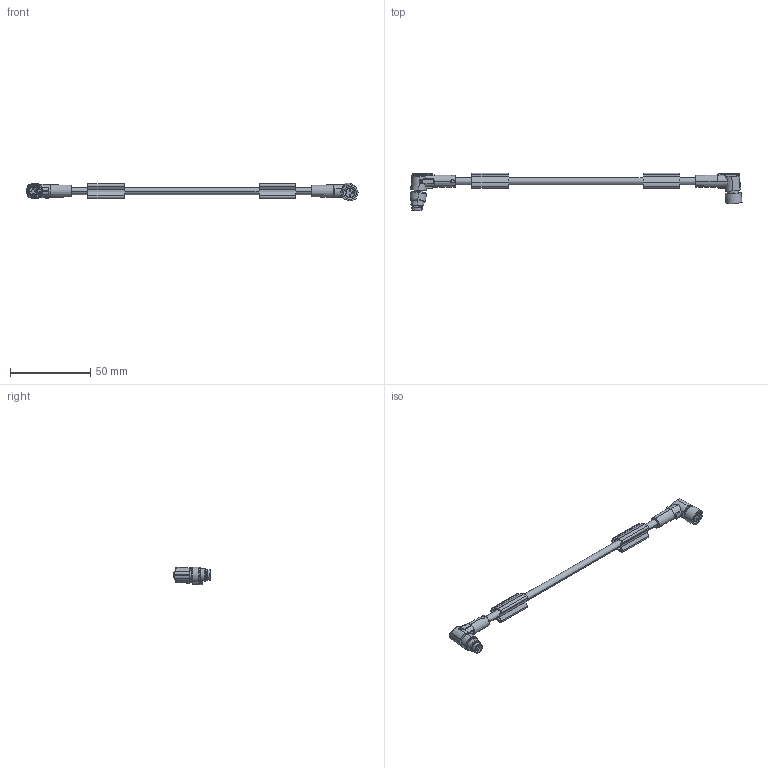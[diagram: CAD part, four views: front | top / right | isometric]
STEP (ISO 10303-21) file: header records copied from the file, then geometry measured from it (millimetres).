
FILE_DESCRIPTION(('SolidDesigner STEP Export'),'2;1');
FILE_NAME('1682090.stp','2011-11-30T10:29:20',(''),(''),'CoCreate Modeling STEP processor for AP214 (Solid Model)','CoCreate Modeling 16.00A 16-Aug-2008 (C) Parametric Technology GmbH','');
FILE_SCHEMA(('AUTOMOTIVE_DESIGN { 1 0 10303 214 1 1 1 1 }'));
Length unit declared in the file: millimetre
Products named in the file (2): 1682090
Assembly tree (1 placements, depth 2):
  1682090
    1682090
Bounding box: 207.47 x 23.7 x 11.13 mm (x, y, z)
Volume: 7536.4 mm3; surface area: 7816.5 mm2
Topology: 1 solids, 1 shells, 447 faces, 1234 edges, 806 vertices
Faces by surface type: cylinder 182, plane 137, extrusion 59, cone 36, torus 16, sphere 12, bspline 5
Entity records: 24058 total; most frequent: CARTESIAN_POINT 10204, ORIENTED_EDGE 2444, DIRECTION 1751, EDGE_CURVE 1222, VERTEX_POINT 806, AXIS2_PLACEMENT_3D 586, VECTOR 579, LINE 523
